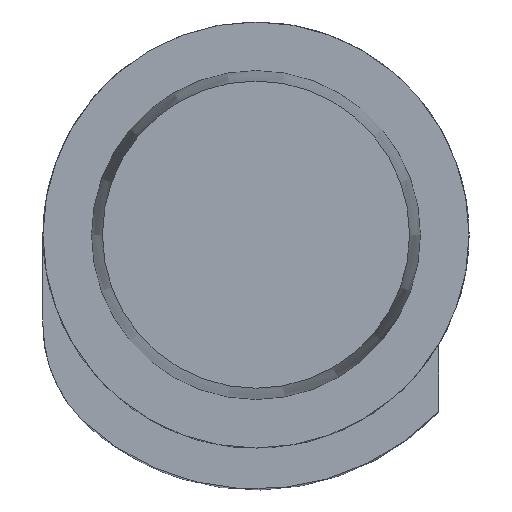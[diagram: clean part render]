
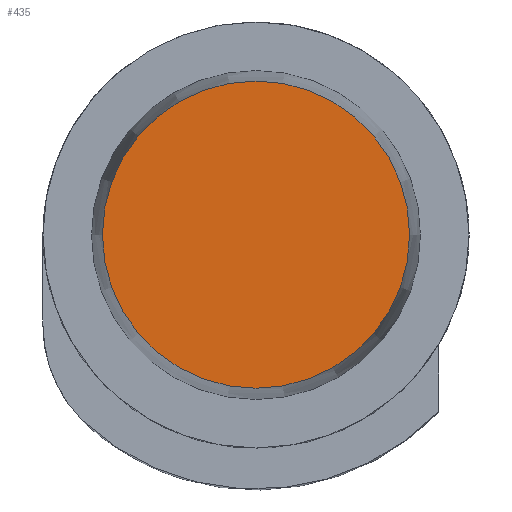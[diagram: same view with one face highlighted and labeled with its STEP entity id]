
A CAD part, top view. The second image highlights one B-rep face of the part: STEP entity #435.
In plain terms, the highlighted planar face has unit normal (0, 0, 1).
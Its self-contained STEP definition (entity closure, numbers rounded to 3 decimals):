
#286=EDGE_CURVE('240[2]',#858,#858,#859,.T.);
#435=ADVANCED_FACE('240[2]',(#1090),#1091,.T.);
#858=VERTEX_POINT('',#1610);
#859=CIRCLE('',#1611,22.715);
#1090=FACE_OUTER_BOUND('',#1999,.T.);
#1091=PLANE('',#2000);
#1610=CARTESIAN_POINT('',(22.715,0.,32.0));
#1611=AXIS2_PLACEMENT_3D('',#2877,#2878,#2879);
#1999=EDGE_LOOP('',(#3149));
#2000=AXIS2_PLACEMENT_3D('',#3150,#3151,#3152);
#2877=CARTESIAN_POINT('',(0.,0.,32.0));
#2878=DIRECTION('',(0.,0.,-1.0));
#2879=DIRECTION('',(1.0,0.,0.));
#3149=ORIENTED_EDGE('',*,*,#286,.F.);
#3150=CARTESIAN_POINT('',(11.357,0.,32.0));
#3151=DIRECTION('',(0.,0.,1.0));
#3152=DIRECTION('',(1.0,0.,0.0));
